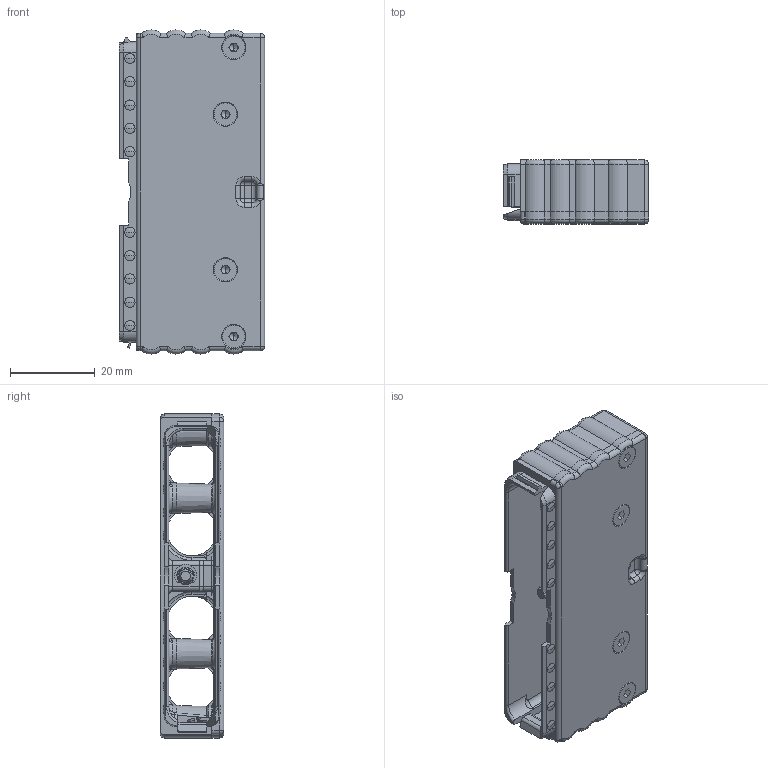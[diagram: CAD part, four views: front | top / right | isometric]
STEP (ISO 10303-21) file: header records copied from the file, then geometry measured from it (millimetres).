
FILE_DESCRIPTION((''),'2;1');
FILE_NAME('33516064028','2019-11-05T',('presta_be4'),(''),'CREO PARAMETRIC BY PTC INC, 2018360','CREO PARAMETRIC BY PTC INC, 2018360','');
FILE_SCHEMA(('CONFIG_CONTROL_DESIGN'));
Length unit declared in the file: millimetre
Products named in the file (1): 33516064028
Bounding box: 34.3 x 15.01 x 76.5 mm (x, y, z)
Volume: 13469.7 mm3; surface area: 16790.7 mm2
Topology: 1 solids, 1 shells, 1588 faces, 4217 edges, 2629 vertices
Faces by surface type: plane 767, cylinder 430, cone 131, torus 113, bspline 92, sphere 55
Entity records: 126762 total; most frequent: CARTESIAN_POINT 88516, ORIENTED_EDGE 8332, DIRECTION 7515, EDGE_CURVE 4166, VERTEX_POINT 2629, AXIS2_PLACEMENT_3D 2613, VECTOR 2289, LINE 2289
